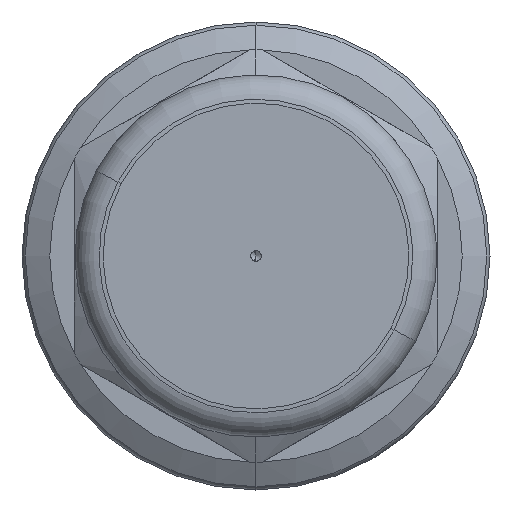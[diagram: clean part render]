
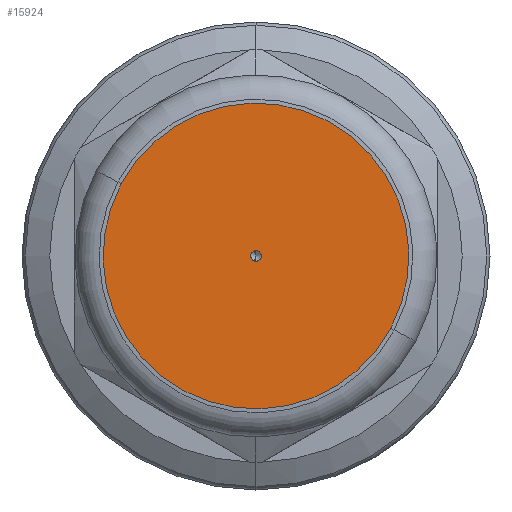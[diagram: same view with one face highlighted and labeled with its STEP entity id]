
A CAD part, left-side view. The second image highlights one B-rep face of the part: STEP entity #15924.
In plain terms, the highlighted planar face has unit normal (-1, 0, 0).
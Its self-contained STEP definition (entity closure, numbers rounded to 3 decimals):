
#265 = AXIS2_PLACEMENT_3D ( 'NONE', #7272, #3091, #12015 ) ;
#1089 = CARTESIAN_POINT ( 'NONE',  ( -68.9, 0., 0. ) ) ;
#1214 = AXIS2_PLACEMENT_3D ( 'NONE', #13323, #11879, #2628 ) ;
#1776 = CARTESIAN_POINT ( 'NONE',  ( -68.9, 0., 0. ) ) ;
#2313 = CARTESIAN_POINT ( 'NONE',  ( -68.9, -15.301, -8.18 ) ) ;
#2628 = DIRECTION ( 'NONE',  ( 0., -0.882, -0.471 ) ) ;
#3091 = DIRECTION ( 'NONE',  ( -1., 0., 0. ) ) ;
#3096 = CARTESIAN_POINT ( 'NONE',  ( -68.9, 0.529, 0.283 ) ) ;
#3166 = DIRECTION ( 'NONE',  ( 1., 0., 0. ) ) ;
#3746 = CIRCLE ( 'NONE', #14017, 17.35 ) ;
#3809 = AXIS2_PLACEMENT_3D ( 'NONE', #1089, #14328, #12909 ) ;
#4399 = EDGE_CURVE ( 'NONE', #12623, #12165, #16684, .T. ) ;
#6341 = EDGE_CURVE ( 'NONE', #12745, #11269, #3746, .T. ) ;
#7044 = EDGE_LOOP ( 'NONE', ( #9800, #17131 ) ) ;
#7272 = CARTESIAN_POINT ( 'NONE',  ( -68.9, -0.529, -0.283 ) ) ;
#9800 = ORIENTED_EDGE ( 'NONE', *, *, #10252, .F. ) ;
#10252 = EDGE_CURVE ( 'NONE', #11269, #12745, #14798, .T. ) ;
#10669 = FACE_OUTER_BOUND ( 'NONE', #7044, .T. ) ;
#11269 = VERTEX_POINT ( 'NONE', #2313 ) ;
#11369 = FACE_BOUND ( 'NONE', #16779, .T. ) ;
#11437 = CARTESIAN_POINT ( 'NONE',  ( -68.9, -0.529, -0.283 ) ) ;
#11879 = DIRECTION ( 'NONE',  ( 1., 0., 0. ) ) ;
#11986 = AXIS2_PLACEMENT_3D ( 'NONE', #1776, #13544, #15089 ) ;
#12015 = DIRECTION ( 'NONE',  ( 0., 0.882, 0.471 ) ) ;
#12088 = CARTESIAN_POINT ( 'NONE',  ( -68.9, 0., 0. ) ) ;
#12165 = VERTEX_POINT ( 'NONE', #11437 ) ;
#12272 = CARTESIAN_POINT ( 'NONE',  ( -68.9, 15.301, 8.18 ) ) ;
#12623 = VERTEX_POINT ( 'NONE', #3096 ) ;
#12745 = VERTEX_POINT ( 'NONE', #12272 ) ;
#12909 = DIRECTION ( 'NONE',  ( 0., -0.882, -0.471 ) ) ;
#13323 = CARTESIAN_POINT ( 'NONE',  ( -68.9, 0., 0. ) ) ;
#13330 = PLANE ( 'NONE',  #265 ) ;
#13544 = DIRECTION ( 'NONE',  ( 1., 0., 0. ) ) ;
#14017 = AXIS2_PLACEMENT_3D ( 'NONE', #12088, #3166, #17894 ) ;
#14328 = DIRECTION ( 'NONE',  ( 1., 0., 0. ) ) ;
#14460 = EDGE_CURVE ( 'NONE', #12165, #12623, #16519, .T. ) ;
#14798 = CIRCLE ( 'NONE', #3809, 17.35 ) ;
#15004 = ORIENTED_EDGE ( 'NONE', *, *, #4399, .T. ) ;
#15089 = DIRECTION ( 'NONE',  ( 0., -0.882, -0.471 ) ) ;
#15924 = ADVANCED_FACE ( 'NONE', ( #11369, #10669 ), #13330, .T. ) ;
#16519 = CIRCLE ( 'NONE', #1214, 0.6 ) ;
#16592 = ORIENTED_EDGE ( 'NONE', *, *, #14460, .T. ) ;
#16684 = CIRCLE ( 'NONE', #11986, 0.6 ) ;
#16779 = EDGE_LOOP ( 'NONE', ( #16592, #15004 ) ) ;
#17131 = ORIENTED_EDGE ( 'NONE', *, *, #6341, .F. ) ;
#17894 = DIRECTION ( 'NONE',  ( 0., -0.882, -0.471 ) ) ;
